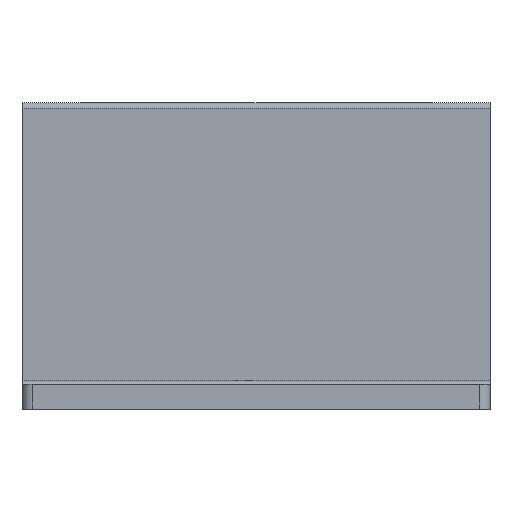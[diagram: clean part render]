
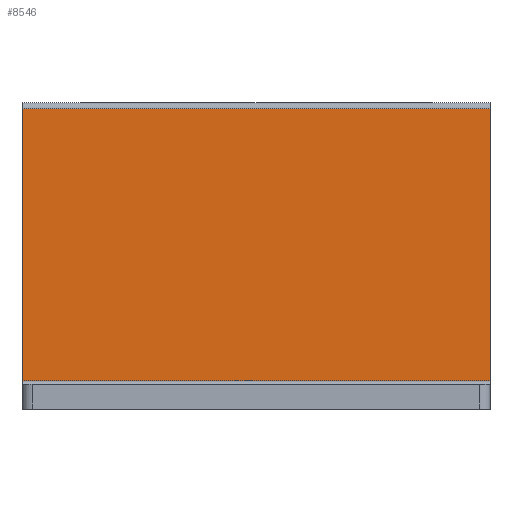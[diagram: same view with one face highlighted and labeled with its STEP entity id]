
A CAD part, front view. The second image highlights one B-rep face of the part: STEP entity #8546.
In plain terms, the highlighted planar face has unit normal (0, -1, 0).
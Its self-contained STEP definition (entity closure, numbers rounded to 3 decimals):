
#4828 = VERTEX_POINT('',#4829);
#4829 = CARTESIAN_POINT('',(24.3,-45.535,2.92));
#4835 = EDGE_CURVE('',#4828,#4836,#4838,.T.);
#4836 = VERTEX_POINT('',#4837);
#4837 = CARTESIAN_POINT('',(24.3,-45.535,31.17));
#4838 = LINE('',#4839,#4840);
#4839 = CARTESIAN_POINT('',(24.3,-45.535,2.54));
#4840 = VECTOR('',#4841,1.);
#4841 = DIRECTION('',(0.,0.,1.));
#4922 = VERTEX_POINT('',#4923);
#4923 = CARTESIAN_POINT('',(-24.3,-45.535,2.92));
#4979 = VERTEX_POINT('',#4980);
#4980 = CARTESIAN_POINT('',(-24.3,-45.535,31.17));
#4987 = EDGE_CURVE('',#4922,#4979,#4988,.T.);
#4988 = LINE('',#4989,#4990);
#4989 = CARTESIAN_POINT('',(-24.3,-45.535,2.54));
#4990 = VECTOR('',#4991,1.);
#4991 = DIRECTION('',(0.,0.,1.));
#8534 = EDGE_CURVE('',#4979,#4836,#8535,.T.);
#8535 = LINE('',#8536,#8537);
#8536 = CARTESIAN_POINT('',(-24.3,-45.535,31.17));
#8537 = VECTOR('',#8538,1.);
#8538 = DIRECTION('',(1.,0.,0.));
#8546 = ADVANCED_FACE('',(#8547),#8558,.F.);
#8547 = FACE_BOUND('',#8548,.F.);
#8548 = EDGE_LOOP('',(#8549,#8555,#8556,#8557));
#8549 = ORIENTED_EDGE('',*,*,#8550,.F.);
#8550 = EDGE_CURVE('',#4922,#4828,#8551,.T.);
#8551 = LINE('',#8552,#8553);
#8552 = CARTESIAN_POINT('',(-24.3,-45.535,2.92));
#8553 = VECTOR('',#8554,1.);
#8554 = DIRECTION('',(1.,0.,0.));
#8555 = ORIENTED_EDGE('',*,*,#4987,.T.);
#8556 = ORIENTED_EDGE('',*,*,#8534,.T.);
#8557 = ORIENTED_EDGE('',*,*,#4835,.F.);
#8558 = PLANE('',#8559);
#8559 = AXIS2_PLACEMENT_3D('',#8560,#8561,#8562);
#8560 = CARTESIAN_POINT('',(-24.3,-45.535,2.54));
#8561 = DIRECTION('',(0.,1.,0.));
#8562 = DIRECTION('',(1.,0.,0.));
